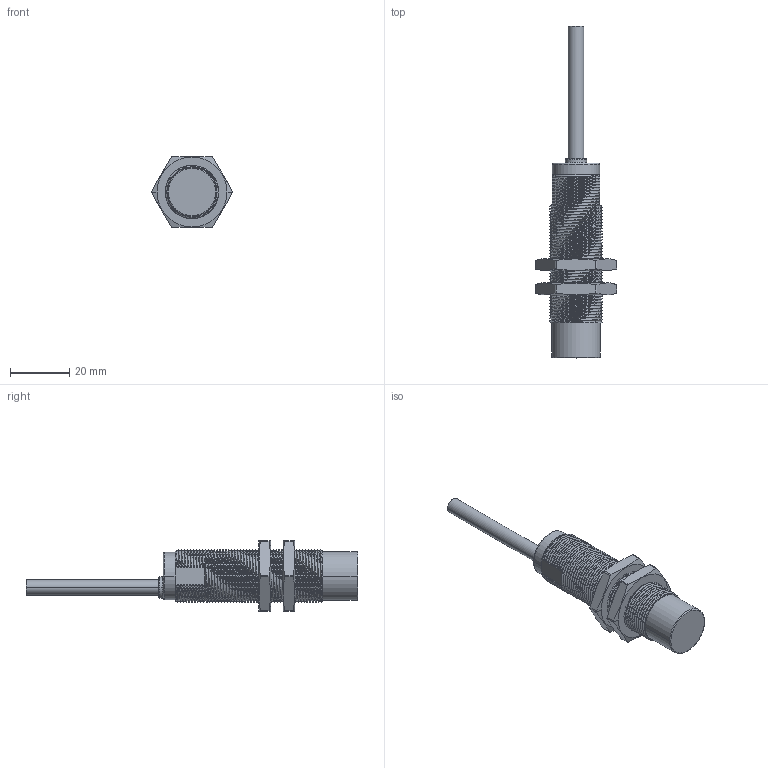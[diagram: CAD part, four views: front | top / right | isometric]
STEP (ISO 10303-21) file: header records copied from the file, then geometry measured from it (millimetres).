
FILE_DESCRIPTION(/* description */ (''),/* implementation_level */ '2;1');
FILE_NAME(/* name */ 'ELCO_Ni12-ZG18-CP6L.stp',/* time_stamp */ '2025-12-18T09:28:12+08:00',/* author */ (''),/* organization */ (''),/* preprocessor_version */ 'ST-DEVELOPER v16',/* originating_system */ 'SIEMENS PLM Software NX 10.0',/* authorisation */ '');
FILE_SCHEMA (('AUTOMOTIVE_DESIGN { 1 0 10303 214 3 1 1 1 }'));
Length unit declared in the file: millimetre
Products named in the file (1): Admi0CD878D6fxf6
Bounding box: 27.56 x 112.5 x 24 mm (x, y, z)
Volume: 18223.7 mm3; surface area: 8344.3 mm2
Topology: 3 solids, 3 shells, 244 faces, 682 edges, 446 vertices
Faces by surface type: cylinder 125, bspline 71, plane 27, cone 12, torus 9
Entity records: 26070 total; most frequent: CARTESIAN_POINT 20643, ORIENTED_EDGE 1364, EDGE_CURVE 682, DIRECTION 646, B_SPLINE_CURVE_WITH_KNOTS 447, VERTEX_POINT 446, EDGE_LOOP 250, ADVANCED_FACE 244
